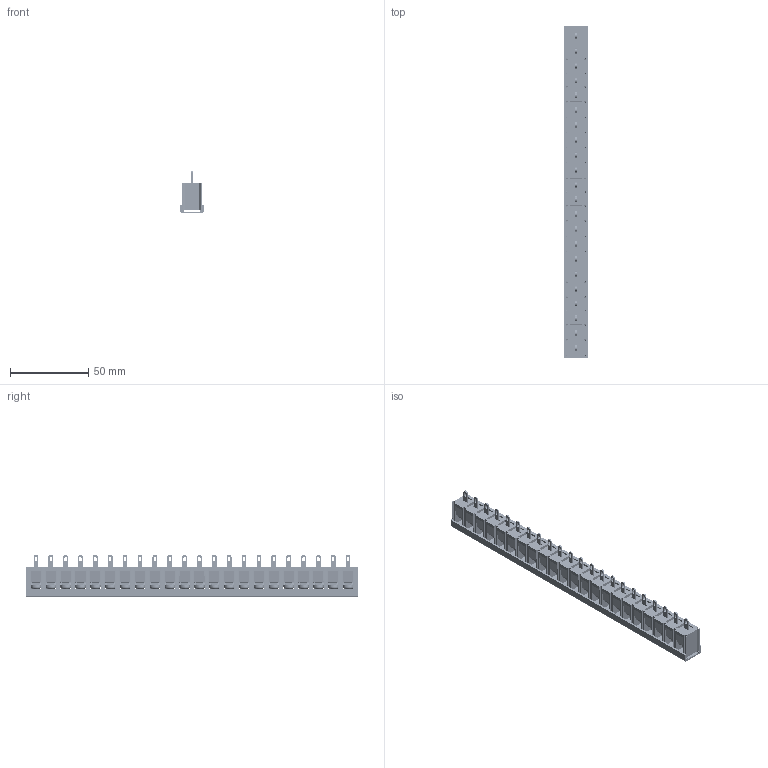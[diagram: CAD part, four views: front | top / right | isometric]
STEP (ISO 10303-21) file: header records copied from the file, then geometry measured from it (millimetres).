
FILE_DESCRIPTION((''),'2;1');
FILE_NAME('DG48H-B-22P-13-00A_H__ASM','2022-02-11T',('Administrator'),(''),'PRO/ENGINEER BY PARAMETRIC TECHNOLOGY CORPORATION, 2010280','PRO/ENGINEER BY PARAMETRIC TECHNOLOGY CORPORATION, 2010280','');
FILE_SCHEMA(('CONFIG_CONTROL_DESIGN'));
Products named in the file (1): DG48H-B-22P-13-00A_H__ASM
Bounding box: 15 x 212.12 x 27.4 mm (x, y, z)
Volume: 17120.1 mm3; surface area: 53476.6 mm2
Topology: 4 solids, 7 shells, 6598 faces, 19180 edges, 12073 vertices
Faces by surface type: plane 4493, cylinder 997, bspline 792, torus 316
Entity records: 302015 total; most frequent: CARTESIAN_POINT 135151, ORIENTED_EDGE 38184, DIRECTION 29419, EDGE_CURVE 19092, VECTOR 13713, LINE 13713, VERTEX_POINT 12073, AXIS2_PLACEMENT_3D 7853
